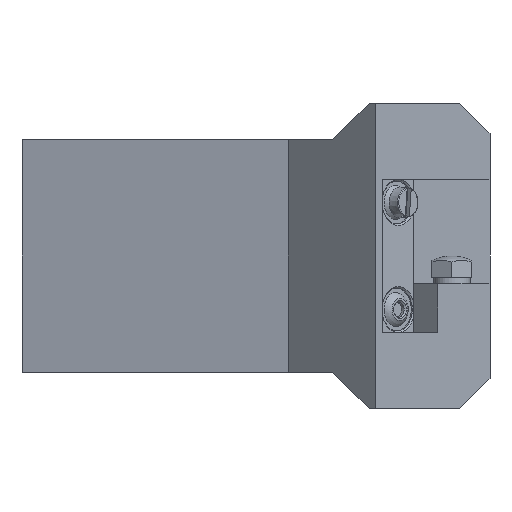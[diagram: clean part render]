
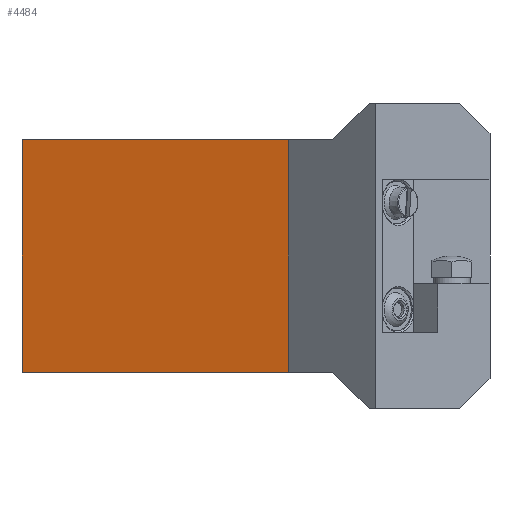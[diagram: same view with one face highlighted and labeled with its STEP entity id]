
A CAD part, left-side view. The second image highlights one B-rep face of the part: STEP entity #4484.
In plain terms, the highlighted planar face has unit normal (-0.966, 0.259, 0).
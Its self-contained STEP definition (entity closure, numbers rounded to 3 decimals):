
#358=ORIENTED_EDGE('',*,*,#1657,.F.);
#359=ORIENTED_EDGE('',*,*,#1658,.T.);
#360=ORIENTED_EDGE('',*,*,#1651,.F.);
#361=ORIENTED_EDGE('',*,*,#1659,.F.);
#1651=EDGE_CURVE('',#2293,#2294,#2736,.T.);
#1657=EDGE_CURVE('',#2299,#2300,#2740,.T.);
#1658=EDGE_CURVE('',#2299,#2294,#2741,.T.);
#1659=EDGE_CURVE('',#2300,#2293,#2742,.T.);
#2293=VERTEX_POINT('',#6626);
#2294=VERTEX_POINT('',#6628);
#2299=VERTEX_POINT('',#6640);
#2300=VERTEX_POINT('',#6641);
#2736=LINE('',#6627,#3206);
#2740=LINE('',#6639,#3210);
#2741=LINE('',#6642,#3211);
#2742=LINE('',#6643,#3212);
#3206=VECTOR('',#5286,1000.);
#3210=VECTOR('',#5296,1000.);
#3211=VECTOR('',#5297,1000.);
#3212=VECTOR('',#5298,1000.);
#3640=EDGE_LOOP('',(#358,#359,#360,#361));
#3964=FACE_BOUND('',#3640,.T.);
#4280=PLANE('',#4781);
#4484=ADVANCED_FACE('',(#3964),#4280,.F.);
#4781=AXIS2_PLACEMENT_3D('',#6638,#5294,#5295);
#5286=DIRECTION('',(0.259,0.966,0.));
#5294=DIRECTION('',(0.966,-0.259,0.));
#5295=DIRECTION('',(0.259,0.966,0.));
#5296=DIRECTION('',(-0.259,-0.966,0.));
#5297=DIRECTION('',(0.,0.,-1.));
#5298=DIRECTION('',(0.,0.,-1.));
#6626=CARTESIAN_POINT('',(-42.,-17.,-38.));
#6627=CARTESIAN_POINT('',(-42.,-17.,-38.));
#6628=CARTESIAN_POINT('',(-18.688,70.,-38.));
#6638=CARTESIAN_POINT('',(-42.,-17.,168.653));
#6639=CARTESIAN_POINT('',(-42.,-17.,38.));
#6640=CARTESIAN_POINT('',(-18.688,70.,38.));
#6641=CARTESIAN_POINT('',(-42.,-17.,38.));
#6642=CARTESIAN_POINT('',(-18.688,70.,168.653));
#6643=CARTESIAN_POINT('',(-42.,-17.,168.653));
